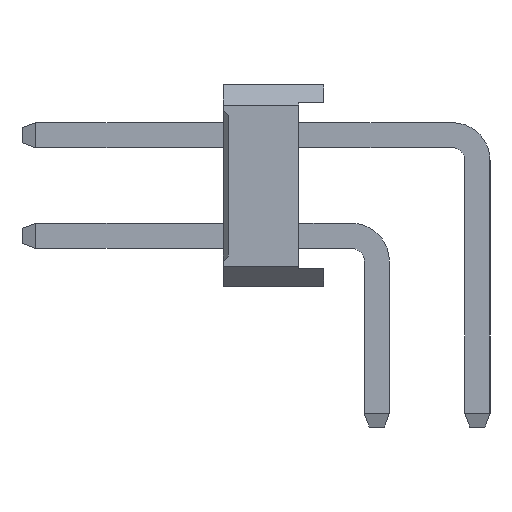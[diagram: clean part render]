
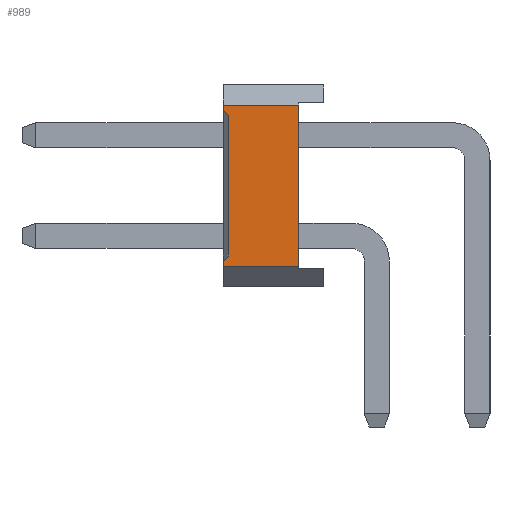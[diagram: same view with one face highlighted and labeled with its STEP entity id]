
A CAD part, left-side view. The second image highlights one B-rep face of the part: STEP entity #989.
In plain terms, the highlighted planar face has unit normal (-1, 0, 0).
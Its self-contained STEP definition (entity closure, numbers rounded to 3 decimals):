
#989=ADVANCED_FACE('',(#18785),#18787,.T.);
#18785=FACE_BOUND('',#18786,.T.);
#18786=EDGE_LOOP('',(#33209,#33210,#33211,#33212,#33213,#33214,#33215,#33216));
#18787=PLANE('',#18788);
#18788=AXIS2_PLACEMENT_3D('',#18789,#18790,#18791);
#18789=CARTESIAN_POINT('',(-1.,1.05,0.4));
#18790=DIRECTION('',(-1.,0.,0.));
#18791=DIRECTION('',(0.,0.,1.));
#33209=ORIENTED_EDGE('',*,*,#42757,.F.);
#33210=ORIENTED_EDGE('',*,*,#42758,.T.);
#33211=ORIENTED_EDGE('',*,*,#42759,.F.);
#33212=ORIENTED_EDGE('',*,*,#41898,.F.);
#33213=ORIENTED_EDGE('',*,*,#42755,.F.);
#33214=ORIENTED_EDGE('',*,*,#42760,.T.);
#33215=ORIENTED_EDGE('',*,*,#42761,.T.);
#33216=ORIENTED_EDGE('',*,*,#41902,.F.);
#41898=EDGE_CURVE('',#46879,#46881,#46882,.T.);
#41902=EDGE_CURVE('',#46887,#46889,#46890,.T.);
#42755=EDGE_CURVE('',#48490,#46879,#48492,.T.);
#42757=EDGE_CURVE('',#48494,#46887,#48495,.F.);
#42758=EDGE_CURVE('',#48494,#48496,#48497,.T.);
#42759=EDGE_CURVE('',#46881,#48496,#48498,.F.);
#42760=EDGE_CURVE('',#48490,#48499,#48500,.T.);
#42761=EDGE_CURVE('',#48499,#46889,#48501,.T.);
#46879=VERTEX_POINT('',#55034);
#46881=VERTEX_POINT('',#55038);
#46882=LINE('',#55039,#55040);
#46887=VERTEX_POINT('',#55050);
#46889=VERTEX_POINT('',#55054);
#46890=LINE('',#55055,#55056);
#48490=VERTEX_POINT('',#58359);
#48492=LINE('',#58363,#58364);
#48494=VERTEX_POINT('',#58369);
#48495=LINE('',#58370,#58371);
#48496=VERTEX_POINT('',#58373);
#48497=LINE('',#58374,#58375);
#48498=LINE('',#58377,#58378);
#48499=VERTEX_POINT('',#58380);
#48500=LINE('',#58381,#58382);
#48501=LINE('',#58384,#58385);
#55034=CARTESIAN_POINT('',(-1.,3.05,0.4));
#55038=CARTESIAN_POINT('',(-1.,3.05,0.5));
#55039=CARTESIAN_POINT('',(-1.,3.05,0.4));
#55040=VECTOR('',#55041,1.);
#55041=DIRECTION('',(0.,0.,1.));
#55050=CARTESIAN_POINT('',(-1.,3.05,3.5));
#55054=CARTESIAN_POINT('',(-1.,3.05,3.6));
#55055=CARTESIAN_POINT('',(-1.,3.05,3.5));
#55056=VECTOR('',#55057,1.);
#55057=DIRECTION('',(0.,0.,1.));
#58359=CARTESIAN_POINT('',(-1.,1.55,0.4));
#58363=CARTESIAN_POINT('',(-1.,1.55,0.4));
#58364=VECTOR('',#58365,1.);
#58365=DIRECTION('',(0.,1.,0.));
#58369=CARTESIAN_POINT('',(-1.,2.95,3.4));
#58370=CARTESIAN_POINT('',(-1.,3.05,3.5));
#58371=VECTOR('',#58372,1.);
#58372=DIRECTION('',(0.,-0.707,-0.707));
#58373=CARTESIAN_POINT('',(-1.,2.95,0.6));
#58374=CARTESIAN_POINT('',(-1.,2.95,3.4));
#58375=VECTOR('',#58376,1.);
#58376=DIRECTION('',(0.,0.,-1.));
#58377=CARTESIAN_POINT('',(-1.,2.95,0.6));
#58378=VECTOR('',#58379,1.);
#58379=DIRECTION('',(0.,0.707,-0.707));
#58380=CARTESIAN_POINT('',(-1.,1.55,3.6));
#58381=CARTESIAN_POINT('',(-1.,1.55,0.4));
#58382=VECTOR('',#58383,1.);
#58383=DIRECTION('',(0.,0.,1.));
#58384=CARTESIAN_POINT('',(-1.,1.55,3.6));
#58385=VECTOR('',#58386,1.);
#58386=DIRECTION('',(0.,1.,0.));
